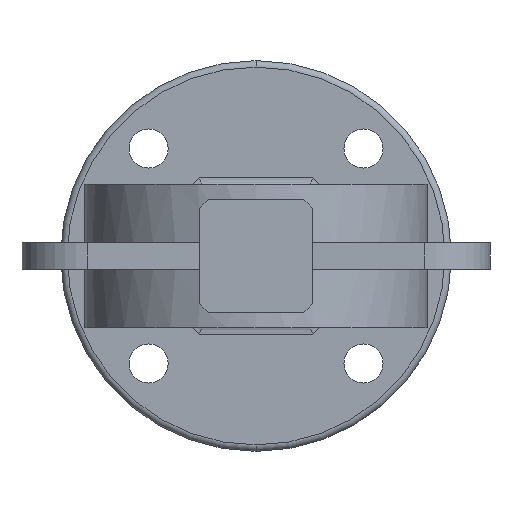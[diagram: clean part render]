
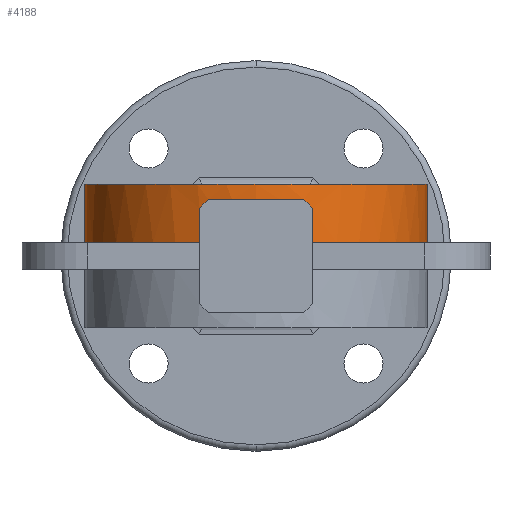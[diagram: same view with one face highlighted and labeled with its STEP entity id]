
A CAD part, front view. The second image highlights one B-rep face of the part: STEP entity #4188.
In plain terms, the highlighted cylindrical face has radius 39.5 mm (diameter 79 mm), a partial arc.
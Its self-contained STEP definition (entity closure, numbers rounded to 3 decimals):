
#911 = LINE ( 'NONE', #4685, #913 ) ;
#913 = VECTOR ( 'NONE', #4687, 1000. ) ;
#919 = LINE ( 'NONE', #4708, #920 ) ;
#920 = VECTOR ( 'NONE', #4710, 1000. ) ;
#988 = FACE_OUTER_BOUND ( 'NONE', #1282, .T. ) ;
#991 = CYLINDRICAL_SURFACE ( 'NONE', #5334, 39.5 ) ;
#1096 = ORIENTED_EDGE ( 'NONE', *, *, #2058, .T. ) ;
#1097 = ORIENTED_EDGE ( 'NONE', *, *, #2133, .F. ) ;
#1098 = ORIENTED_EDGE ( 'NONE', *, *, #2132, .T. ) ;
#1099 = ORIENTED_EDGE ( 'NONE', *, *, #2131, .F. ) ;
#1100 = ORIENTED_EDGE ( 'NONE', *, *, #2130, .T. ) ;
#1101 = ORIENTED_EDGE ( 'NONE', *, *, #2129, .F. ) ;
#1102 = ORIENTED_EDGE ( 'NONE', *, *, #2661, .T. ) ;
#1103 = ORIENTED_EDGE ( 'NONE', *, *, #2128, .F. ) ;
#1104 = ORIENTED_EDGE ( 'NONE', *, *, #2078, .T. ) ;
#1105 = ORIENTED_EDGE ( 'NONE', *, *, #2653, .F. ) ;
#1282 = EDGE_LOOP ( 'NONE', ( #1105, #1103, #1102, #1104, #1101, #1100, #1099, #1098, #1097, #1096 ) ) ;
#1489 = CIRCLE ( 'NONE', #2200, 39.5 ) ;
#1518 = CIRCLE ( 'NONE', #2210, 39.5 ) ;
#1587 = LINE ( 'NONE', #3222, #1593 ) ;
#1590 = CIRCLE ( 'NONE', #2239, 39.5 ) ;
#1591 = CIRCLE ( 'NONE', #2240, 39.5 ) ;
#1593 = VECTOR ( 'NONE', #3217, 1000. ) ;
#1594 = VECTOR ( 'NONE', #3238, 1000. ) ;
#1595 = LINE ( 'NONE', #3237, #1594 ) ;
#1697 = DIRECTION ( 'NONE',  ( 1., 0., 0. ) ) ;
#1698 = DIRECTION ( 'NONE',  ( 0., 0., 1. ) ) ;
#1699 = CARTESIAN_POINT ( 'NONE',  ( 0., 0., 3. ) ) ;
#2058 = EDGE_CURVE ( 'NONE', #5778, #4119, #1489, .T. ) ;
#2078 = EDGE_CURVE ( 'NONE', #4116, #4016, #1518, .T. ) ;
#2128 = EDGE_CURVE ( 'NONE', #3975, #4022, #1590, .T. ) ;
#2129 = EDGE_CURVE ( 'NONE', #2704, #4016, #1587, .T. ) ;
#2130 = EDGE_CURVE ( 'NONE', #2704, #4093, #3891, .T. ) ;
#2131 = EDGE_CURVE ( 'NONE', #2719, #4093, #1591, .T. ) ;
#2132 = EDGE_CURVE ( 'NONE', #2719, #4096, #3892, .T. ) ;
#2133 = EDGE_CURVE ( 'NONE', #5778, #4096, #1595, .T. ) ;
#2200 = AXIS2_PLACEMENT_3D ( 'NONE', #5196, #5194, #5193 ) ;
#2210 = AXIS2_PLACEMENT_3D ( 'NONE', #1699, #1698, #1697 ) ;
#2239 = AXIS2_PLACEMENT_3D ( 'NONE', #3223, #3224, #3225 ) ;
#2240 = AXIS2_PLACEMENT_3D ( 'NONE', #3232, #3233, #3234 ) ;
#2653 = EDGE_CURVE ( 'NONE', #4022, #4119, #911, .T. ) ;
#2661 = EDGE_CURVE ( 'NONE', #3975, #4116, #919, .T. ) ;
#2704 = VERTEX_POINT ( 'NONE', #4733 ) ;
#2719 = VERTEX_POINT ( 'NONE', #4739 ) ;
#2791 = CARTESIAN_POINT ( 'NONE',  ( -11., -37.937, 13. ) ) ;
#2794 = CARTESIAN_POINT ( 'NONE',  ( 13., -37.299, 11. ) ) ;
#2814 = CARTESIAN_POINT ( 'NONE',  ( -39.5, 0., 3. ) ) ;
#2817 = CARTESIAN_POINT ( 'NONE',  ( 39.5, 0., 3. ) ) ;
#2953 = DIRECTION ( 'NONE',  ( 0., 0., -1. ) ) ;
#2954 = DIRECTION ( 'NONE',  ( -1., 0., 0. ) ) ;
#2957 = CARTESIAN_POINT ( 'NONE',  ( 0., 0., 16.5 ) ) ;
#3213 = CARTESIAN_POINT ( 'NONE',  ( -12.339, -37.53, 11.661 ) ) ;
#3217 = DIRECTION ( 'NONE',  ( 0., 0., -1. ) ) ;
#3221 = CARTESIAN_POINT ( 'NONE',  ( -11.672, -37.743, 12.328 ) ) ;
#3222 = CARTESIAN_POINT ( 'NONE',  ( -13., -37.299, 16.5 ) ) ;
#3223 = CARTESIAN_POINT ( 'NONE',  ( 0., 0., 16.5 ) ) ;
#3224 = DIRECTION ( 'NONE',  ( 0., 0., 1. ) ) ;
#3225 = DIRECTION ( 'NONE',  ( 1., 0., 0. ) ) ;
#3227 = CARTESIAN_POINT ( 'NONE',  ( -13., -37.299, 11. ) ) ;
#3228 = CARTESIAN_POINT ( 'NONE',  ( -11., -37.937, 13. ) ) ;
#3229 = CARTESIAN_POINT ( 'NONE',  ( 12.339, -37.53, 11.661 ) ) ;
#3230 = CARTESIAN_POINT ( 'NONE',  ( 11.672, -37.743, 12.328 ) ) ;
#3232 = CARTESIAN_POINT ( 'NONE',  ( 0., 0., 13. ) ) ;
#3233 = DIRECTION ( 'NONE',  ( 0., 0., -1. ) ) ;
#3234 = DIRECTION ( 'NONE',  ( -1., 0., 0. ) ) ;
#3235 = CARTESIAN_POINT ( 'NONE',  ( 11., -37.937, 13. ) ) ;
#3236 = CARTESIAN_POINT ( 'NONE',  ( 13., -37.299, 11. ) ) ;
#3237 = CARTESIAN_POINT ( 'NONE',  ( 13., -37.299, 16.5 ) ) ;
#3238 = DIRECTION ( 'NONE',  ( 0., 0., 1. ) ) ;
#3772 = CARTESIAN_POINT ( 'NONE',  ( 13., -37.299, 3. ) ) ;
#3891 =( BOUNDED_CURVE ( )  B_SPLINE_CURVE ( 3, ( #3227, #3213, #3221, #3228 ),
 .UNSPECIFIED., .F., .F. ) 
 B_SPLINE_CURVE_WITH_KNOTS ( ( 4, 4 ),
 ( 1.235, 1.289 ),
 .UNSPECIFIED. ) 
 CURVE ( )  GEOMETRIC_REPRESENTATION_ITEM ( )  RATIONAL_B_SPLINE_CURVE ( ( 1., 1., 1., 1. ) ) 
 REPRESENTATION_ITEM ( '' )  );
#3892 =( BOUNDED_CURVE ( )  B_SPLINE_CURVE ( 3, ( #3235, #3230, #3229, #3236 ),
 .UNSPECIFIED., .F., .F. ) 
 B_SPLINE_CURVE_WITH_KNOTS ( ( 4, 4 ),
 ( 4.995, 5.048 ),
 .UNSPECIFIED. ) 
 CURVE ( )  GEOMETRIC_REPRESENTATION_ITEM ( )  RATIONAL_B_SPLINE_CURVE ( ( 1., 1., 1., 1. ) ) 
 REPRESENTATION_ITEM ( '' )  );
#3975 = VERTEX_POINT ( 'NONE', #4815 ) ;
#4016 = VERTEX_POINT ( 'NONE', #4856 ) ;
#4022 = VERTEX_POINT ( 'NONE', #4862 ) ;
#4093 = VERTEX_POINT ( 'NONE', #2791 ) ;
#4096 = VERTEX_POINT ( 'NONE', #2794 ) ;
#4116 = VERTEX_POINT ( 'NONE', #2814 ) ;
#4119 = VERTEX_POINT ( 'NONE', #2817 ) ;
#4188 = ADVANCED_FACE ( 'NONE', ( #988 ), #991, .T. ) ;
#4685 = CARTESIAN_POINT ( 'NONE',  ( 39.5, 0., 16.5 ) ) ;
#4687 = DIRECTION ( 'NONE',  ( 0., 0., -1. ) ) ;
#4708 = CARTESIAN_POINT ( 'NONE',  ( -39.5, 0., 16.5 ) ) ;
#4710 = DIRECTION ( 'NONE',  ( 0., 0., -1. ) ) ;
#4733 = CARTESIAN_POINT ( 'NONE',  ( -13., -37.299, 11. ) ) ;
#4739 = CARTESIAN_POINT ( 'NONE',  ( 11., -37.937, 13. ) ) ;
#4815 = CARTESIAN_POINT ( 'NONE',  ( -39.5, 0., 16.5 ) ) ;
#4856 = CARTESIAN_POINT ( 'NONE',  ( -13., -37.299, 3. ) ) ;
#4862 = CARTESIAN_POINT ( 'NONE',  ( 39.5, 0., 16.5 ) ) ;
#5193 = DIRECTION ( 'NONE',  ( 1., 0., 0. ) ) ;
#5194 = DIRECTION ( 'NONE',  ( 0., 0., 1. ) ) ;
#5196 = CARTESIAN_POINT ( 'NONE',  ( 0., 0., 3. ) ) ;
#5334 = AXIS2_PLACEMENT_3D ( 'NONE', #2957, #2953, #2954 ) ;
#5778 = VERTEX_POINT ( 'NONE', #3772 ) ;
